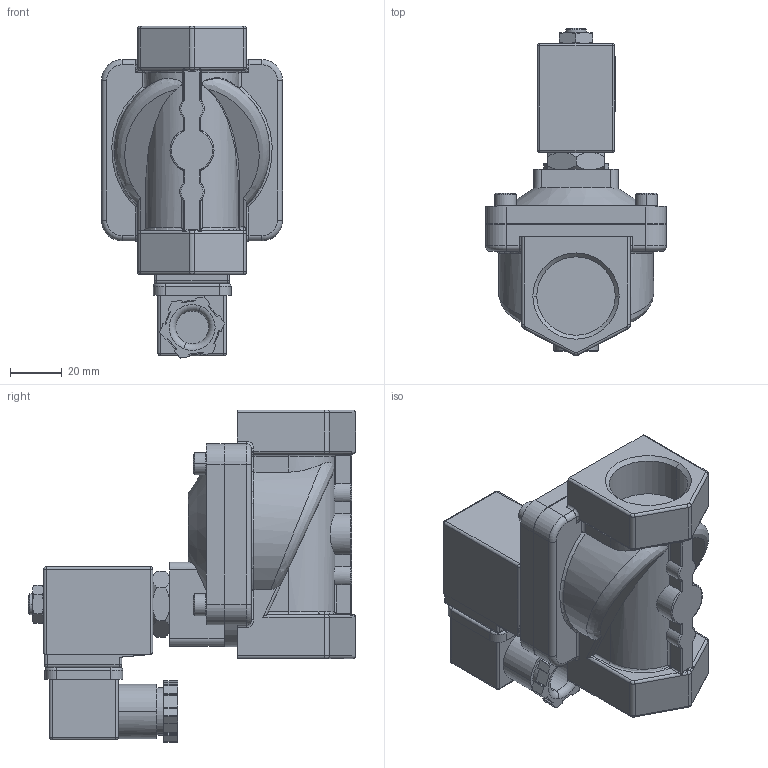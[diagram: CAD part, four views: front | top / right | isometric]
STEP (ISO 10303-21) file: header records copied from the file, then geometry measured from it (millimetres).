
FILE_DESCRIPTION (( 'STEP AP203' ), '1' );
FILE_NAME ('240 DN25.STEP', '2016-12-21T12:26:36', ( '' ), ( '' ), 'SwSTEP 2.0', 'SolidWorks 2015', '' );
FILE_SCHEMA (( 'CONFIG_CONTROL_DESIGN' ));
Length unit declared in the file: millimetre
Products named in the file (1): 240 DN25
Bounding box: 70 x 126.34 x 128.24 mm (x, y, z)
Volume: 304377.2 mm3; surface area: 45580.9 mm2
Topology: 1 solids, 1 shells, 493 faces, 1197 edges, 701 vertices
Faces by surface type: cylinder 181, plane 159, cone 67, torus 39, bspline 33, sphere 14
Entity records: 15770 total; most frequent: CARTESIAN_POINT 4527, DIRECTION 2363, ORIENTED_EDGE 2352, EDGE_CURVE 1176, AXIS2_PLACEMENT_3D 901, VERTEX_POINT 701, VECTOR 561, LINE 561
